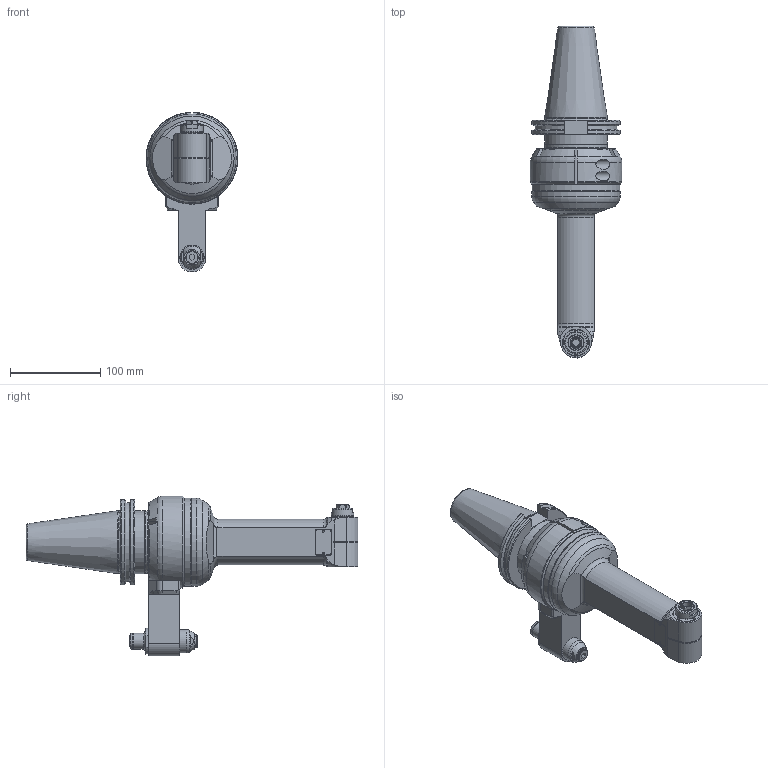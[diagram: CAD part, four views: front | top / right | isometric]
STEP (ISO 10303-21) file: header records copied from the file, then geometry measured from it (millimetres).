
FILE_DESCRIPTION(/* description */ (''),/* implementation_level */ '2;1');
FILE_NAME(/* name */ '9.F90.07L00-9C50.stp',/* time_stamp */ '2024-05-20T14:02:26-04:00',/* author */ ('jkrenzer'),/* organization */ (''),/* preprocessor_version */ 'ST-DEVELOPER v18.1',/* originating_system */ 'Autodesk Inventor 2022',/* authorisation */ '');
FILE_SCHEMA (('AUTOMOTIVE_DESIGN { 1 0 10303 214 3 1 1 }'));
Products named in the file (3): 9.F90.07L00-9C50; 9_F90_07L00; 9_GA11C_451  (Type 1, Cat50, 110mm)
Assembly tree (2 placements, depth 2):
  9.F90.07L00-9C50
    9_F90_07L00
    9_GA11C_451  (Type 1, Cat50, 110mm)
Bounding box: 102 x 368.54 x 176.98 mm (x, y, z)
Volume: 1274132.6 mm3; surface area: 172978.1 mm2
Topology: 5 solids, 6 shells, 552 faces, 1375 edges, 888 vertices
Faces by surface type: plane 232, cylinder 160, cone 111, torus 43, sphere 4, bspline 2
Full cylindrical faces by diameter (mm): 2.5 x2, 2.6 x10, 3 x2, 3.3 x2, 4.2 x2, 5 x7, 6.5 x3, 7 x2, 7.5 x1, 8 x2, 8.5 x1, 8.821 x1, 9 x2, 9.2 x1, 9.525 x1, 10 x2, 10.4 x2, 10.8 x1, 11 x2, 11.6 x1, 12 x3, 12.5 x2, 12.8 x1, 13 x1, 14 x1, 18 x3, 18.6 x1, 21.8 x1, 21.963 x1, 22.6 x1
Entity records: 17447 total; most frequent: CARTESIAN_POINT 4110, DIRECTION 2864, ORIENTED_EDGE 2728, EDGE_CURVE 1364, AXIS2_PLACEMENT_3D 1134, VERTEX_POINT 888, EDGE_LOOP 638, LINE 596
